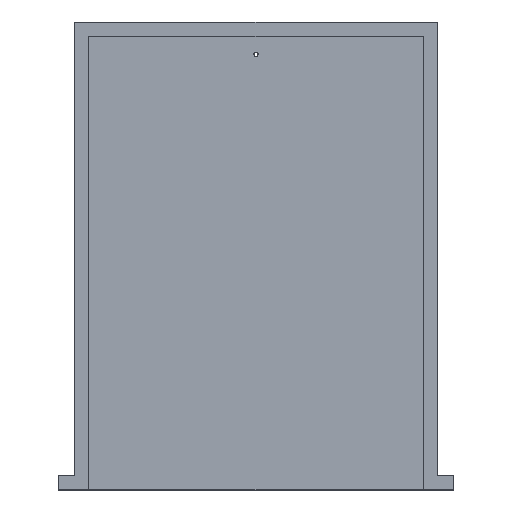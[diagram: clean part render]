
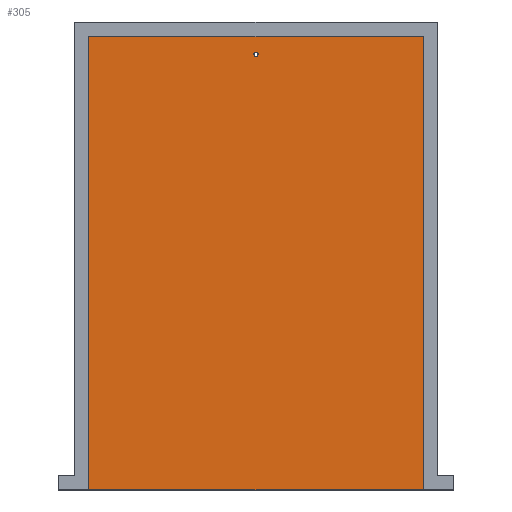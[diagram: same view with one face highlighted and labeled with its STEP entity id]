
A CAD part, top view. The second image highlights one B-rep face of the part: STEP entity #305.
In plain terms, the highlighted planar face has unit normal (0, 0, 1).
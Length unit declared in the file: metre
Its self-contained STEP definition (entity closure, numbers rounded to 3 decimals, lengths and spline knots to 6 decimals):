
#17=CIRCLE('',#338,0.00125);
#69=ORIENTED_EDGE('',*,*,#132,.F.);
#70=ORIENTED_EDGE('',*,*,#127,.F.);
#71=ORIENTED_EDGE('',*,*,#130,.T.);
#72=ORIENTED_EDGE('',*,*,#131,.T.);
#73=ORIENTED_EDGE('',*,*,#115,.F.);
#115=EDGE_CURVE('',#153,#154,#182,.T.);
#127=EDGE_CURVE('',#160,#153,#193,.T.);
#130=EDGE_CURVE('',#160,#162,#195,.T.);
#131=EDGE_CURVE('',#162,#154,#196,.T.);
#132=EDGE_CURVE('',#163,#163,#17,.T.);
#153=VERTEX_POINT('',#460);
#154=VERTEX_POINT('',#462);
#160=VERTEX_POINT('',#482);
#162=VERTEX_POINT('',#488);
#163=VERTEX_POINT('',#494);
#182=LINE('',#461,#218);
#193=LINE('',#483,#229);
#195=LINE('',#489,#231);
#196=LINE('',#491,#232);
#218=VECTOR('',#373,1.);
#229=VECTOR('',#392,1.);
#231=VECTOR('',#398,1.);
#232=VECTOR('',#401,1.);
#250=EDGE_LOOP('',(#69));
#251=EDGE_LOOP('',(#70,#71,#72,#73));
#272=FACE_BOUND('',#250,.T.);
#273=FACE_BOUND('',#251,.T.);
#291=PLANE('',#337);
#305=ADVANCED_FACE('',(#272,#273),#291,.T.);
#337=AXIS2_PLACEMENT_3D('',#492,#402,#403);
#338=AXIS2_PLACEMENT_3D('',#493,#404,#405);
#373=DIRECTION('',(-1.,0.,0.));
#392=DIRECTION('',(0.,-1.,0.));
#398=DIRECTION('',(-1.,0.,0.));
#401=DIRECTION('',(0.,-1.,0.));
#402=DIRECTION('',(0.,0.,1.));
#403=DIRECTION('',(1.,0.,0.));
#404=DIRECTION('',(0.,0.,1.));
#405=DIRECTION('',(1.,0.,0.));
#460=CARTESIAN_POINT('',(0.1001,-0.14,0.0084));
#461=CARTESIAN_POINT('',(0.,-0.14,0.0084));
#462=CARTESIAN_POINT('',(-0.1001,-0.14,0.0084));
#482=CARTESIAN_POINT('',(0.1001,0.1316,0.0084));
#483=CARTESIAN_POINT('',(0.1001,-0.0042,0.0084));
#488=CARTESIAN_POINT('',(-0.1001,0.1316,0.0084));
#489=CARTESIAN_POINT('',(0.,0.1316,0.0084));
#491=CARTESIAN_POINT('',(-0.1001,-0.0042,0.0084));
#492=CARTESIAN_POINT('',(0.,0.,0.0084));
#493=CARTESIAN_POINT('',(0.,0.121,0.0084));
#494=CARTESIAN_POINT('',(0.00125,0.121,0.0084));
